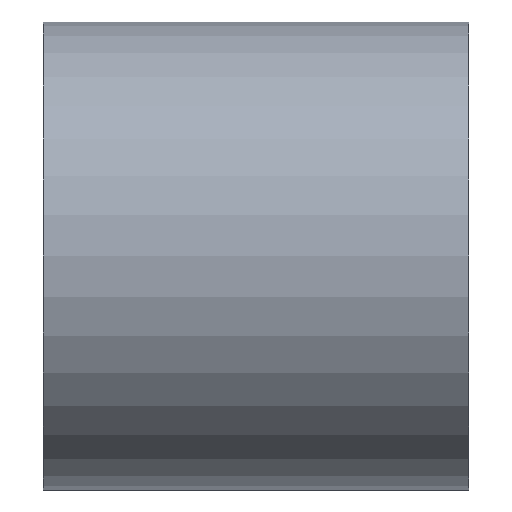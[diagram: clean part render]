
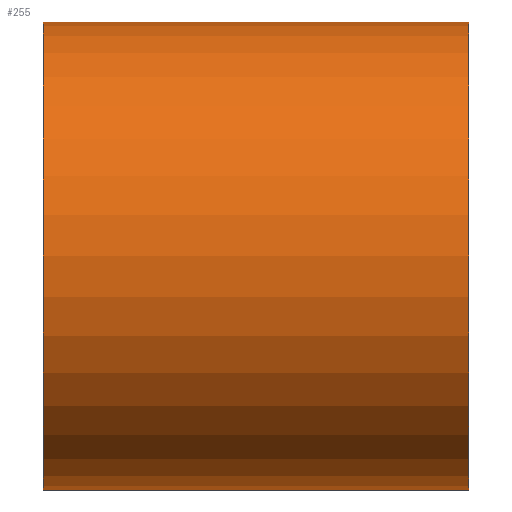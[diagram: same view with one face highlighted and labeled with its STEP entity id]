
A CAD part, front view. The second image highlights one B-rep face of the part: STEP entity #255.
In plain terms, the highlighted cylindrical face has radius 11 mm (diameter 22 mm), a partial arc.
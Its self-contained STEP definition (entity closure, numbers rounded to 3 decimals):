
#2 = VERTEX_POINT ( 'NONE', #28 ) ;
#7 = CARTESIAN_POINT ( 'NONE',  ( 13.983, 0., 0. ) ) ;
#16 = VECTOR ( 'NONE', #163, 1000. ) ;
#22 = CARTESIAN_POINT ( 'NONE',  ( -46.222, 0., 11. ) ) ;
#24 = LINE ( 'NONE', #115, #169 ) ;
#28 = CARTESIAN_POINT ( 'NONE',  ( -6.017, 0., 11. ) ) ;
#38 = DIRECTION ( 'NONE',  ( -1., 0., 0. ) ) ;
#44 = AXIS2_PLACEMENT_3D ( 'NONE', #85, #126, #188 ) ;
#50 = VERTEX_POINT ( 'NONE', #236 ) ;
#61 = CIRCLE ( 'NONE', #90, 11. ) ;
#83 = FACE_OUTER_BOUND ( 'NONE', #242, .T. ) ;
#85 = CARTESIAN_POINT ( 'NONE',  ( -46.222, 0., 0. ) ) ;
#89 = DIRECTION ( 'NONE',  ( -1., 0., 0. ) ) ;
#90 = AXIS2_PLACEMENT_3D ( 'NONE', #7, #89, #208 ) ;
#96 = ORIENTED_EDGE ( 'NONE', *, *, #298, .F. ) ;
#107 = CIRCLE ( 'NONE', #207, 11. ) ;
#108 = EDGE_CURVE ( 'NONE', #168, #182, #61, .T. ) ;
#115 = CARTESIAN_POINT ( 'NONE',  ( -46.222, 0., -11. ) ) ;
#122 = ORIENTED_EDGE ( 'NONE', *, *, #202, .T. ) ;
#126 = DIRECTION ( 'NONE',  ( -1., 0., 0. ) ) ;
#129 = DIRECTION ( 'NONE',  ( 0., 0., 1. ) ) ;
#154 = ORIENTED_EDGE ( 'NONE', *, *, #108, .T. ) ;
#163 = DIRECTION ( 'NONE',  ( -1., 0., 0. ) ) ;
#168 = VERTEX_POINT ( 'NONE', #185 ) ;
#169 = VECTOR ( 'NONE', #272, 1000. ) ;
#172 = CARTESIAN_POINT ( 'NONE',  ( -6.017, 0., 0. ) ) ;
#182 = VERTEX_POINT ( 'NONE', #187 ) ;
#185 = CARTESIAN_POINT ( 'NONE',  ( 13.983, 0., -11. ) ) ;
#187 = CARTESIAN_POINT ( 'NONE',  ( 13.983, 0., 11. ) ) ;
#188 = DIRECTION ( 'NONE',  ( 0., 0., 1. ) ) ;
#202 = EDGE_CURVE ( 'NONE', #182, #2, #235, .T. ) ;
#207 = AXIS2_PLACEMENT_3D ( 'NONE', #172, #38, #129 ) ;
#208 = DIRECTION ( 'NONE',  ( 0., 0., 1. ) ) ;
#235 = LINE ( 'NONE', #22, #16 ) ;
#236 = CARTESIAN_POINT ( 'NONE',  ( -6.017, 0., -11. ) ) ;
#242 = EDGE_LOOP ( 'NONE', ( #270, #154, #122, #96 ) ) ;
#250 = EDGE_CURVE ( 'NONE', #168, #50, #24, .T. ) ;
#255 = ADVANCED_FACE ( 'NONE', ( #83 ), #295, .T. ) ;
#270 = ORIENTED_EDGE ( 'NONE', *, *, #250, .F. ) ;
#272 = DIRECTION ( 'NONE',  ( -1., 0., 0. ) ) ;
#295 = CYLINDRICAL_SURFACE ( 'NONE', #44, 11. ) ;
#298 = EDGE_CURVE ( 'NONE', #50, #2, #107, .T. ) ;
